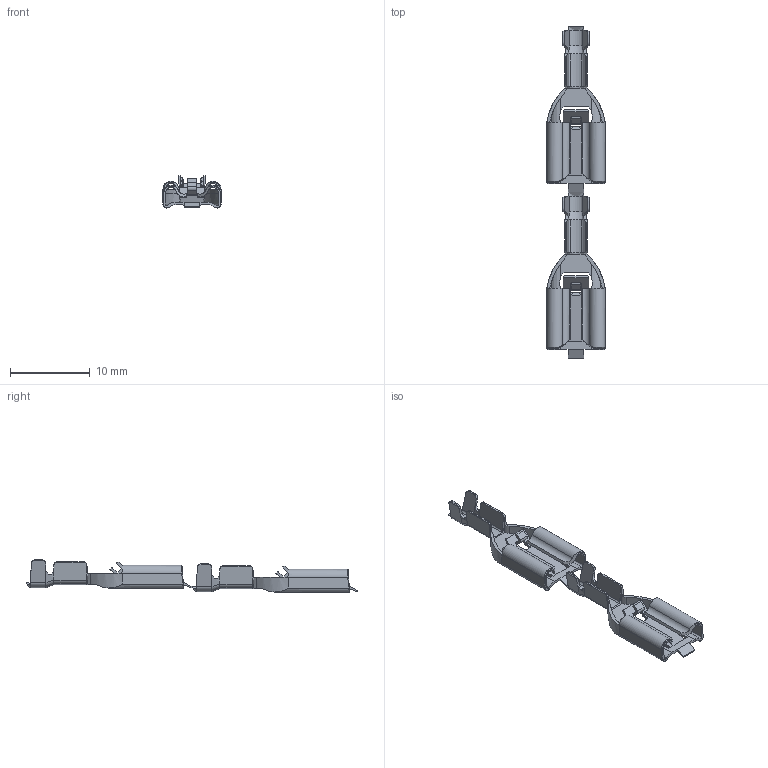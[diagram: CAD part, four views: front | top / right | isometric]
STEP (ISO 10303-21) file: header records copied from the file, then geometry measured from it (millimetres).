
FILE_DESCRIPTION(/* description */ ('Unknown'),/* implementation_level */ '2;1');
FILE_NAME(/* name */ '637301320000_DUAL',/* time_stamp */ '2022-11-23T16:02:39+01:00',/* author */ ('Unknown'),/* organization */ ('Unknown'),/* preprocessor_version */ 'ST-DEVELOPER v18.102',/* originating_system */ 'Solid Edge',/* authorisation */ 'Unknown');
FILE_SCHEMA (('AUTOMOTIVE_DESIGN {1 0 10303 214 3 1 1}'));
Length unit declared in the file: millimetre
Products named in the file (2): 637301320000_DUAL; 637301320000_DEC
Assembly tree (2 placements, depth 2):
  637301320000_DUAL
    637301320000_DEC  x2
Bounding box: 7.3 x 41.7 x 4.03 mm (x, y, z)
Volume: 131.4 mm3; surface area: 951.5 mm2
Topology: 2 solids, 2 shells, 394 faces, 1062 edges, 660 vertices
Faces by surface type: plane 198, cylinder 138, bspline 58
Entity records: 6495 total; most frequent: CARTESIAN_POINT 1652, ORIENTED_EDGE 1058, DIRECTION 922, EDGE_CURVE 529, LINE 334, VECTOR 334, VERTEX_POINT 332, AXIS2_PLACEMENT_3D 294
